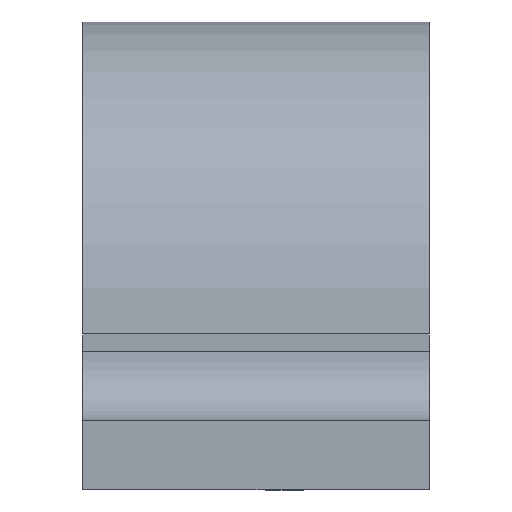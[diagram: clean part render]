
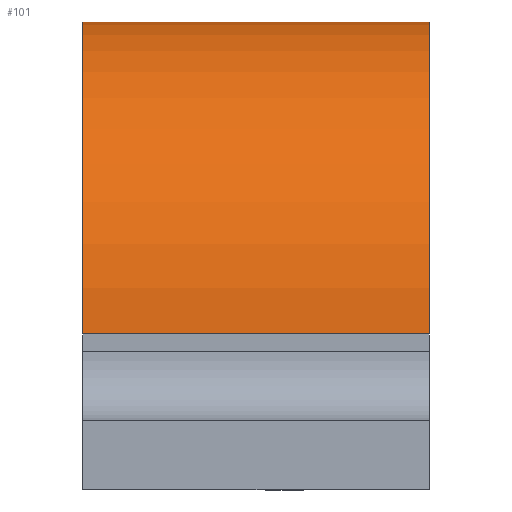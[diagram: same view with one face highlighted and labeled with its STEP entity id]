
A CAD part, left-side view. The second image highlights one B-rep face of the part: STEP entity #101.
In plain terms, the highlighted free-form (B-spline) face has degree [3, 1] with [4, 2] control points.
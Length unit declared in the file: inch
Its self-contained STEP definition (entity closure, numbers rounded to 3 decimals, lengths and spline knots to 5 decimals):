
#101=ADVANCED_FACE('',(#202),#203,.T.);
#202=FACE_OUTER_BOUND('',#374,.T.);
#203=B_SPLINE_SURFACE_WITH_KNOTS('',3,1,((#375,#376),(#377,#378),(#379,#380),(#381,#382)),.UNSPECIFIED.,.F.,.F.,.F.,(4,4),(2,2),(-1.0,-0.0),(0.0,0.625),.UNSPECIFIED.);
#374=EDGE_LOOP('',(#621,#622,#623,#624));
#375=CARTESIAN_POINT('',(1.4375,0.625,0.84475));
#376=CARTESIAN_POINT('',(1.4375,0.0,0.84475));
#377=CARTESIAN_POINT('',(1.12647,0.625,0.84475));
#378=CARTESIAN_POINT('',(1.12647,0.0,0.84475));
#379=CARTESIAN_POINT('',(0.87434,0.625,0.59262));
#380=CARTESIAN_POINT('',(0.87434,0.0,0.59262));
#381=CARTESIAN_POINT('',(0.87434,0.625,0.28159));
#382=CARTESIAN_POINT('',(0.87434,0.0,0.28159));
#621=ORIENTED_EDGE('',*,*,#710,.T.);
#622=ORIENTED_EDGE('',*,*,#735,.F.);
#623=ORIENTED_EDGE('',*,*,#729,.F.);
#624=ORIENTED_EDGE('',*,*,#671,.T.);
#671=EDGE_CURVE('',#798,#796,#799,.T.);
#710=EDGE_CURVE('',#796,#859,#861,.T.);
#729=EDGE_CURVE('',#798,#884,#885,.T.);
#735=EDGE_CURVE('',#884,#859,#892,.T.);
#796=VERTEX_POINT('',#982);
#798=VERTEX_POINT('',#985);
#799=LINE('',#986,#987);
#859=VERTEX_POINT('',#1105);
#861=B_SPLINE_CURVE_WITH_KNOTS('',3,(#1110,#1111,#1112,#1113),.UNSPECIFIED.,.F.,.F.,(4,4),(0.0,1.0),.UNSPECIFIED.);
#884=VERTEX_POINT('',#1161);
#885=B_SPLINE_CURVE_WITH_KNOTS('',3,(#1162,#1163,#1164,#1165),.UNSPECIFIED.,.F.,.F.,(4,4),(0.0,1.0),.UNSPECIFIED.);
#892=LINE('',#1178,#1179);
#982=CARTESIAN_POINT('',(0.87434,0.0,0.28159));
#985=CARTESIAN_POINT('',(0.87434,0.625,0.28159));
#986=CARTESIAN_POINT('',(0.87434,0.625,0.28159));
#987=VECTOR('',#1228,1.0);
#1105=CARTESIAN_POINT('',(1.4375,0.0,0.84475));
#1110=CARTESIAN_POINT('',(0.87434,0.0,0.28159));
#1111=CARTESIAN_POINT('',(0.87434,0.0,0.59262));
#1112=CARTESIAN_POINT('',(1.12647,0.0,0.84475));
#1113=CARTESIAN_POINT('',(1.4375,0.0,0.84475));
#1161=CARTESIAN_POINT('',(1.4375,0.625,0.84475));
#1162=CARTESIAN_POINT('',(0.87434,0.625,0.28159));
#1163=CARTESIAN_POINT('',(0.87434,0.625,0.59262));
#1164=CARTESIAN_POINT('',(1.12647,0.625,0.84475));
#1165=CARTESIAN_POINT('',(1.4375,0.625,0.84475));
#1178=CARTESIAN_POINT('',(1.4375,0.625,0.84475));
#1179=VECTOR('',#1255,1.0);
#1228=DIRECTION('',(0.0,-1.0,0.0));
#1255=DIRECTION('',(0.0,-1.0,0.0));
